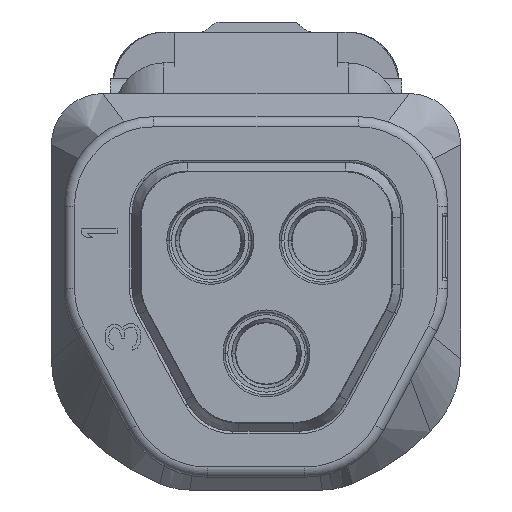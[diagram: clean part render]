
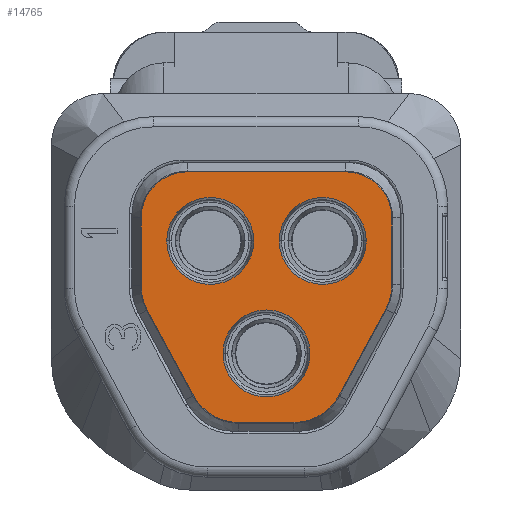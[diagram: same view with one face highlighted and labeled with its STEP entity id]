
A CAD part, front view. The second image highlights one B-rep face of the part: STEP entity #14765.
In plain terms, the highlighted planar face has unit normal (0, -1, 0).
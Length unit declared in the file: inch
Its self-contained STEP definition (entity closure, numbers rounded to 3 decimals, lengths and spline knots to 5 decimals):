
#1419=CARTESIAN_POINT('',(-10.99617,-2.07278,
2.19449));
#1420=DIRECTION('',(0.,1.,0.));
#1421=DIRECTION('',(1.,0.,0.));
#1422=AXIS2_PLACEMENT_3D('',#1419,#1420,#1421);
#1424=CARTESIAN_POINT('',(-10.99617,-2.07278,
2.19449));
#1425=DIRECTION('',(0.,1.,0.));
#1426=DIRECTION('',(-1.,0.,0.));
#1427=AXIS2_PLACEMENT_3D('',#1424,#1425,#1426);
#1429=CARTESIAN_POINT('',(-10.90956,-2.07278,
2.19449));
#1430=DIRECTION('',(0.,1.,0.));
#1431=DIRECTION('',(1.,0.,0.));
#1432=AXIS2_PLACEMENT_3D('',#1429,#1430,#1431);
#1434=CARTESIAN_POINT('',(-10.90956,-2.07278,
2.19449));
#1435=DIRECTION('',(0.,1.,0.));
#1436=DIRECTION('',(-1.,0.,0.));
#1437=AXIS2_PLACEMENT_3D('',#1434,#1435,#1436);
#1439=CARTESIAN_POINT('',(-10.95287,-2.07278,
2.10787));
#1440=DIRECTION('',(0.,1.,0.));
#1441=DIRECTION('',(1.,0.,0.));
#1442=AXIS2_PLACEMENT_3D('',#1439,#1440,#1441);
#1444=CARTESIAN_POINT('',(-10.95287,-2.07278,
2.10787));
#1445=DIRECTION('',(0.,1.,0.));
#1446=DIRECTION('',(-1.,0.,0.));
#1447=AXIS2_PLACEMENT_3D('',#1444,#1445,#1446);
#1449=DIRECTION('',(0.,0.,-1.));
#1450=VECTOR('',#1449,0.05149);
#1451=CARTESIAN_POINT('',(-10.85641,-2.07278,
2.2122));
#1452=LINE('',#1451,#1450);
#1453=CARTESIAN_POINT('',(-10.89578,-2.07278,
2.16071));
#1454=DIRECTION('',(0.,-1.,0.));
#1455=DIRECTION('',(0.88,0.,-0.475));
#1456=AXIS2_PLACEMENT_3D('',#1453,#1454,#1455);
#1458=DIRECTION('',(0.475,0.,0.88));
#1459=VECTOR('',#1458,0.07572);
#1460=CARTESIAN_POINT('',(-10.89713,-2.07278,
2.07538));
#1461=LINE('',#1460,#1459);
#1462=CARTESIAN_POINT('',(-10.93177,-2.07278,
2.09409));
#1463=DIRECTION('',(0.,-1.,0.));
#1464=DIRECTION('',(0.,0.,-1.));
#1465=AXIS2_PLACEMENT_3D('',#1462,#1463,#1464);
#1467=DIRECTION('',(-1.,0.,0.));
#1468=VECTOR('',#1467,0.04259);
#1469=CARTESIAN_POINT('',(-10.93177,-2.07278,
2.05472));
#1470=LINE('',#1469,#1468);
#1471=CARTESIAN_POINT('',(-10.97436,-2.07278,
2.09409));
#1472=DIRECTION('',(0.,-1.,0.));
#1473=DIRECTION('',(-0.88,0.,-0.475));
#1474=AXIS2_PLACEMENT_3D('',#1471,#1472,#1473);
#1476=DIRECTION('',(-0.475,0.,0.88));
#1477=VECTOR('',#1476,0.07489);
#1478=CARTESIAN_POINT('',(-11.009,-2.07278,
2.07538));
#1479=LINE('',#1478,#1477);
#1480=CARTESIAN_POINT('',(-11.00995,-2.07278,
2.15998));
#1481=DIRECTION('',(0.,-1.,0.));
#1482=DIRECTION('',(-1.,0.,0.));
#1483=AXIS2_PLACEMENT_3D('',#1480,#1481,#1482);
#1485=DIRECTION('',(0.,0.,1.));
#1486=VECTOR('',#1485,0.05222);
#1487=CARTESIAN_POINT('',(-11.04932,-2.07278,
2.15998));
#1488=LINE('',#1487,#1486);
#1489=CARTESIAN_POINT('',(-11.01389,-2.07278,
2.2122));
#1490=DIRECTION('',(0.,1.,0.));
#1491=DIRECTION('',(-1.,0.,0.));
#1492=AXIS2_PLACEMENT_3D('',#1489,#1490,#1491);
#1494=DIRECTION('',(1.,0.,0.));
#1495=VECTOR('',#1494,0.12205);
#1496=CARTESIAN_POINT('',(-11.01389,-2.07278,
2.24764));
#1497=LINE('',#1496,#1495);
#1498=CARTESIAN_POINT('',(-10.89184,-2.07278,
2.2122));
#1499=DIRECTION('',(0.,1.,0.));
#1500=DIRECTION('',(0.,0.,1.));
#1501=AXIS2_PLACEMENT_3D('',#1498,#1499,#1500);
#10489=CARTESIAN_POINT('',(-11.01389,-2.07278,
2.24764));
#10490=CARTESIAN_POINT('',(-10.89184,-2.07278,
2.24764));
#10491=VERTEX_POINT('',#10489);
#10492=VERTEX_POINT('',#10490);
#10493=CARTESIAN_POINT('',(-10.85641,-2.07278,
2.2122));
#10494=VERTEX_POINT('',#10493);
#10495=CARTESIAN_POINT('',(-11.04932,-2.07278,
2.2122));
#10496=VERTEX_POINT('',#10495);
#10673=CARTESIAN_POINT('',(-10.96271,-2.07278,
2.19449));
#10674=CARTESIAN_POINT('',(-11.02964,-2.07278,
2.19449));
#10675=VERTEX_POINT('',#10673);
#10676=VERTEX_POINT('',#10674);
#10677=CARTESIAN_POINT('',(-10.8761,-2.07278,
2.19449));
#10678=CARTESIAN_POINT('',(-10.94302,-2.07278,
2.19449));
#10679=VERTEX_POINT('',#10677);
#10680=VERTEX_POINT('',#10678);
#10793=CARTESIAN_POINT('',(-10.9194,-2.07278,
2.10787));
#10794=CARTESIAN_POINT('',(-10.98633,-2.07278,
2.10787));
#10795=VERTEX_POINT('',#10793);
#10796=VERTEX_POINT('',#10794);
#10831=CARTESIAN_POINT('',(-10.85641,-2.07278,
2.16071));
#10832=VERTEX_POINT('',#10831);
#10833=CARTESIAN_POINT('',(-10.93177,-2.07278,
2.05472));
#10834=CARTESIAN_POINT('',(-10.97436,-2.07278,
2.05472));
#10835=VERTEX_POINT('',#10833);
#10836=VERTEX_POINT('',#10834);
#10837=CARTESIAN_POINT('',(-11.04932,-2.07278,
2.15998));
#10838=VERTEX_POINT('',#10837);
#10853=CARTESIAN_POINT('',(-11.04459,-2.07278,
2.14127));
#10854=VERTEX_POINT('',#10853);
#10855=CARTESIAN_POINT('',(-11.009,-2.07278,
2.07538));
#10856=VERTEX_POINT('',#10855);
#10857=CARTESIAN_POINT('',(-10.89713,-2.07278,
2.07538));
#10858=VERTEX_POINT('',#10857);
#10859=CARTESIAN_POINT('',(-10.86114,-2.07278,
2.142));
#10860=VERTEX_POINT('',#10859);
#14718=CARTESIAN_POINT('',(-11.0631,-2.07278,
2.26142));
#14719=DIRECTION('',(0.,-1.,0.));
#14720=DIRECTION('',(0.,0.,-1.));
#14721=AXIS2_PLACEMENT_3D('',#14718,#14719,#14720);
#14722=PLANE('',#14721);
#14724=ORIENTED_EDGE('',*,*,#14723,.T.);
#14726=ORIENTED_EDGE('',*,*,#14725,.F.);
#14728=ORIENTED_EDGE('',*,*,#14727,.F.);
#14730=ORIENTED_EDGE('',*,*,#14729,.F.);
#14732=ORIENTED_EDGE('',*,*,#14731,.T.);
#14734=ORIENTED_EDGE('',*,*,#14733,.F.);
#14736=ORIENTED_EDGE('',*,*,#14735,.T.);
#14738=ORIENTED_EDGE('',*,*,#14737,.F.);
#14740=ORIENTED_EDGE('',*,*,#14739,.T.);
#14742=ORIENTED_EDGE('',*,*,#14741,.T.);
#14744=ORIENTED_EDGE('',*,*,#14743,.T.);
#14746=ORIENTED_EDGE('',*,*,#14745,.T.);
#14747=EDGE_LOOP('',(#14724,#14726,#14728,#14730,#14732,#14734,#14736,#14738,
#14740,#14742,#14744,#14746));
#14748=FACE_OUTER_BOUND('',#14747,.F.);
#14750=ORIENTED_EDGE('',*,*,#14749,.F.);
#14752=ORIENTED_EDGE('',*,*,#14751,.F.);
#14753=EDGE_LOOP('',(#14750,#14752));
#14754=FACE_BOUND('',#14753,.F.);
#14756=ORIENTED_EDGE('',*,*,#14755,.F.);
#14758=ORIENTED_EDGE('',*,*,#14757,.F.);
#14759=EDGE_LOOP('',(#14756,#14758));
#14760=FACE_BOUND('',#14759,.F.);
#14761=ORIENTED_EDGE('',*,*,#14705,.F.);
#14762=ORIENTED_EDGE('',*,*,#14684,.F.);
#14763=EDGE_LOOP('',(#14761,#14762));
#14764=FACE_BOUND('',#14763,.F.);
#14765=ADVANCED_FACE('',(#14748,#14754,#14760,#14764),#14722,.T.);
#1423=CIRCLE('',#1422,0.03346);
#1428=CIRCLE('',#1427,0.03346);
#1433=CIRCLE('',#1432,0.03346);
#1438=CIRCLE('',#1437,0.03346);
#1443=CIRCLE('',#1442,0.03346);
#1448=CIRCLE('',#1447,0.03346);
#1457=CIRCLE('',#1456,0.03937);
#1466=CIRCLE('',#1465,0.03937);
#1475=CIRCLE('',#1474,0.03937);
#1484=CIRCLE('',#1483,0.03937);
#1493=CIRCLE('',#1492,0.03543);
#1502=CIRCLE('',#1501,0.03543);
#14684=EDGE_CURVE('',#10676,#10675,#1428,.T.);
#14705=EDGE_CURVE('',#10675,#10676,#1423,.T.);
#14723=EDGE_CURVE('',#10494,#10832,#1452,.T.);
#14725=EDGE_CURVE('',#10860,#10832,#1457,.T.);
#14727=EDGE_CURVE('',#10858,#10860,#1461,.T.);
#14729=EDGE_CURVE('',#10835,#10858,#1466,.T.);
#14731=EDGE_CURVE('',#10835,#10836,#1470,.T.);
#14733=EDGE_CURVE('',#10856,#10836,#1475,.T.);
#14735=EDGE_CURVE('',#10856,#10854,#1479,.T.);
#14737=EDGE_CURVE('',#10838,#10854,#1484,.T.);
#14739=EDGE_CURVE('',#10838,#10496,#1488,.T.);
#14741=EDGE_CURVE('',#10496,#10491,#1493,.T.);
#14743=EDGE_CURVE('',#10491,#10492,#1497,.T.);
#14745=EDGE_CURVE('',#10492,#10494,#1502,.T.);
#14749=EDGE_CURVE('',#10679,#10680,#1433,.T.);
#14751=EDGE_CURVE('',#10680,#10679,#1438,.T.);
#14755=EDGE_CURVE('',#10795,#10796,#1443,.T.);
#14757=EDGE_CURVE('',#10796,#10795,#1448,.T.);
